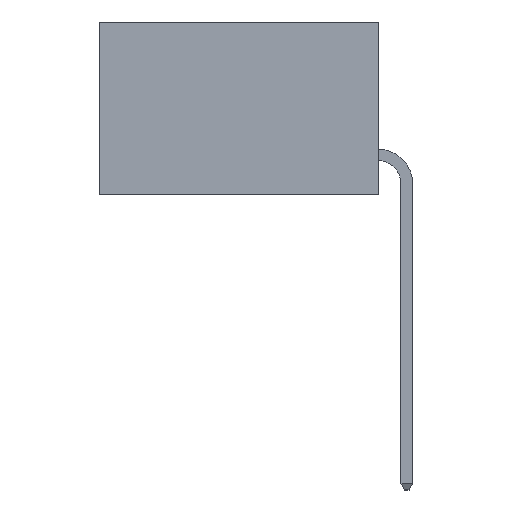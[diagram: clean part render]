
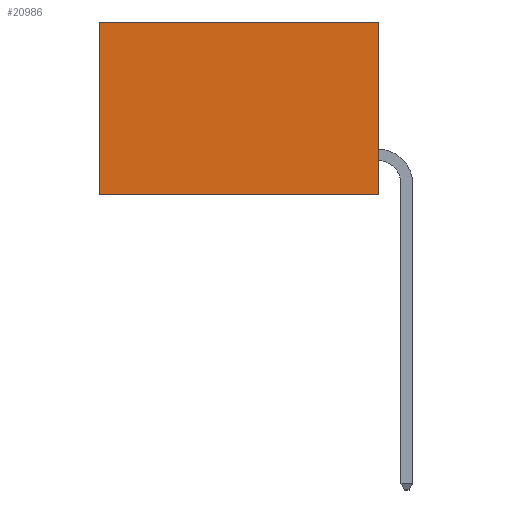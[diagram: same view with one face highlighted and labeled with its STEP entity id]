
A CAD part, left-side view. The second image highlights one B-rep face of the part: STEP entity #20986.
In plain terms, the highlighted planar face has unit normal (-1, 0, 0).
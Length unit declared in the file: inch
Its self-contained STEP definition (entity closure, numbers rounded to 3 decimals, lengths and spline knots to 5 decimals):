
#138 = EDGE_CURVE ( 'NONE', #18237, #2092, #18340, .T. ) ;
#147 = ORIENTED_EDGE ( 'NONE', *, *, #22289, .F. ) ;
#609 = VECTOR ( 'NONE', #4038, 39.37008 ) ;
#2092 = VERTEX_POINT ( 'NONE', #6050 ) ;
#2613 = DIRECTION ( 'NONE',  ( 0., 0., -1. ) ) ;
#2725 = CARTESIAN_POINT ( 'NONE',  ( 0.2615, 0., -0.37 ) ) ;
#2875 = CARTESIAN_POINT ( 'NONE',  ( 0.2615, 0., -0.37 ) ) ;
#2914 = DIRECTION ( 'NONE',  ( 0., 0., -1. ) ) ;
#4038 = DIRECTION ( 'NONE',  ( 0., 1., 0. ) ) ;
#5195 = ORIENTED_EDGE ( 'NONE', *, *, #5650, .F. ) ;
#5650 = EDGE_CURVE ( 'NONE', #13517, #2092, #15325, .T. ) ;
#6050 = CARTESIAN_POINT ( 'NONE',  ( 0.2615, 0.6, -0.37 ) ) ;
#6671 = DIRECTION ( 'NONE',  ( 0., 0., -1. ) ) ;
#6679 = VECTOR ( 'NONE', #12275, 39.37008 ) ;
#6725 = VECTOR ( 'NONE', #2613, 39.37008 ) ;
#7218 = EDGE_CURVE ( 'NONE', #15981, #18237, #21051, .T. ) ;
#8764 = VECTOR ( 'NONE', #2914, 39.37008 ) ;
#10069 = EDGE_LOOP ( 'NONE', ( #19218, #5195, #147, #17408 ) ) ;
#11604 = LINE ( 'NONE', #18980, #6725 ) ;
#11834 = CARTESIAN_POINT ( 'NONE',  ( 0.2615, 0., -0.37 ) ) ;
#12097 = PLANE ( 'NONE',  #19728 ) ;
#12275 = DIRECTION ( 'NONE',  ( 0., 1., 0. ) ) ;
#12404 = CARTESIAN_POINT ( 'NONE',  ( 0.2615, 0., 0. ) ) ;
#13517 = VERTEX_POINT ( 'NONE', #11834 ) ;
#13843 = CARTESIAN_POINT ( 'NONE',  ( 0.2615, 0., 0. ) ) ;
#14265 = CARTESIAN_POINT ( 'NONE',  ( 0.2615, 0.6, -0.37 ) ) ;
#15325 = LINE ( 'NONE', #2725, #609 ) ;
#15981 = VERTEX_POINT ( 'NONE', #13843 ) ;
#16418 = FACE_OUTER_BOUND ( 'NONE', #10069, .T. ) ;
#17408 = ORIENTED_EDGE ( 'NONE', *, *, #7218, .T. ) ;
#17520 = DIRECTION ( 'NONE',  ( 1., 0., 0. ) ) ;
#18237 = VERTEX_POINT ( 'NONE', #22184 ) ;
#18340 = LINE ( 'NONE', #14265, #8764 ) ;
#18980 = CARTESIAN_POINT ( 'NONE',  ( 0.2615, 0., -0.37 ) ) ;
#19218 = ORIENTED_EDGE ( 'NONE', *, *, #138, .T. ) ;
#19728 = AXIS2_PLACEMENT_3D ( 'NONE', #2875, #17520, #6671 ) ;
#20986 = ADVANCED_FACE ( 'NONE', ( #16418 ), #12097, .F. ) ;
#21051 = LINE ( 'NONE', #12404, #6679 ) ;
#22184 = CARTESIAN_POINT ( 'NONE',  ( 0.2615, 0.6, 0. ) ) ;
#22289 = EDGE_CURVE ( 'NONE', #15981, #13517, #11604, .T. ) ;
